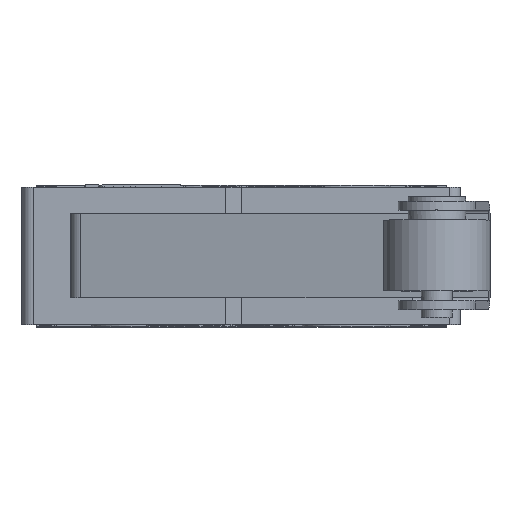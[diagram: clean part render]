
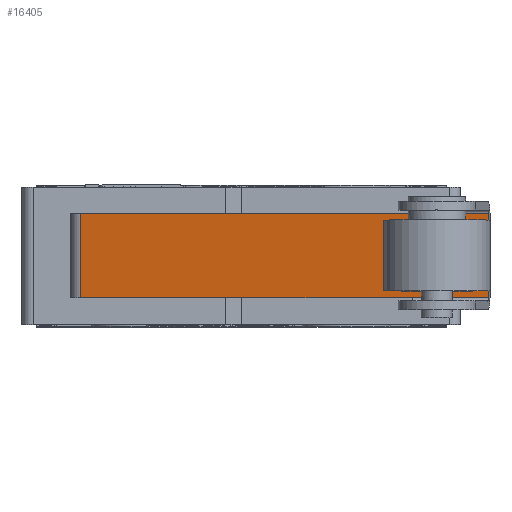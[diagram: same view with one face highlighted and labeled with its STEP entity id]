
A CAD part, top view. The second image highlights one B-rep face of the part: STEP entity #16405.
In plain terms, the highlighted planar face has unit normal (-0.191, 0, 0.982).
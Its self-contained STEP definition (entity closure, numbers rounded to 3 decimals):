
#1343=LINE('',#31944,#2403);
#1353=LINE('',#31970,#2413);
#1361=LINE('',#31994,#2421);
#1365=LINE('',#32006,#2425);
#1366=LINE('',#32007,#2426);
#1367=LINE('',#32008,#2427);
#2403=VECTOR('',#20345,1000.);
#2413=VECTOR('',#20363,1000.);
#2421=VECTOR('',#20381,1000.);
#2425=VECTOR('',#20391,1000.);
#2426=VECTOR('',#20392,1000.);
#2427=VECTOR('',#20393,1000.);
#7135=ORIENTED_EDGE('',*,*,#9595,.F.);
#7136=ORIENTED_EDGE('',*,*,#9589,.F.);
#7137=ORIENTED_EDGE('',*,*,#9596,.T.);
#7138=ORIENTED_EDGE('',*,*,#9565,.T.);
#7139=ORIENTED_EDGE('',*,*,#9597,.T.);
#7140=ORIENTED_EDGE('',*,*,#9577,.F.);
#9565=EDGE_CURVE('',#11197,#11198,#1343,.T.);
#9577=EDGE_CURVE('',#11207,#11209,#1353,.T.);
#9589=EDGE_CURVE('',#11219,#11220,#1361,.T.);
#9595=EDGE_CURVE('',#11220,#11207,#1365,.T.);
#9596=EDGE_CURVE('',#11219,#11197,#1366,.T.);
#9597=EDGE_CURVE('',#11198,#11209,#1367,.T.);
#11197=VERTEX_POINT('',#31945);
#11198=VERTEX_POINT('',#31946);
#11207=VERTEX_POINT('',#31968);
#11209=VERTEX_POINT('',#31971);
#11219=VERTEX_POINT('',#31993);
#11220=VERTEX_POINT('',#31995);
#13535=EDGE_LOOP('',(#7135,#7136,#7137,#7138,#7139,#7140));
#14649=FACE_BOUND('',#13535,.T.);
#15469=PLANE('',#17421);
#16405=ADVANCED_FACE('',(#14649),#15469,.T.);
#17421=AXIS2_PLACEMENT_3D('',#32005,#20389,#20390);
#20345=DIRECTION('',(-0.982,0.,-0.191));
#20363=DIRECTION('',(-0.982,0.,-0.191));
#20381=DIRECTION('',(0.,-1.,0.));
#20389=DIRECTION('',(-0.191,0.,0.982));
#20390=DIRECTION('',(0.982,0.,0.191));
#20391=DIRECTION('',(-0.982,0.,-0.191));
#20392=DIRECTION('',(-0.982,0.,-0.191));
#20393=DIRECTION('',(0.,-1.,0.));
#31944=CARTESIAN_POINT('',(0.,1.9,0.));
#31945=CARTESIAN_POINT('',(15.412,1.9,2.996));
#31946=CARTESIAN_POINT('',(0.445,1.9,0.087));
#31968=CARTESIAN_POINT('',(15.412,-1.9,2.996));
#31970=CARTESIAN_POINT('',(0.,-1.9,0.));
#31971=CARTESIAN_POINT('',(0.445,-1.9,0.087));
#31993=CARTESIAN_POINT('',(18.847,1.9,3.664));
#31994=CARTESIAN_POINT('',(18.847,1.9,3.664));
#31995=CARTESIAN_POINT('',(18.847,-1.9,3.664));
#32005=CARTESIAN_POINT('',(0.,1.9,0.));
#32006=CARTESIAN_POINT('',(0.,-1.9,0.));
#32007=CARTESIAN_POINT('',(0.,1.9,0.));
#32008=CARTESIAN_POINT('',(0.445,1.9,0.087));
